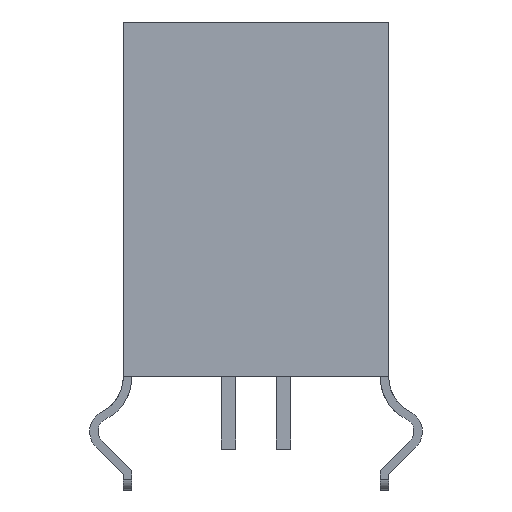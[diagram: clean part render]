
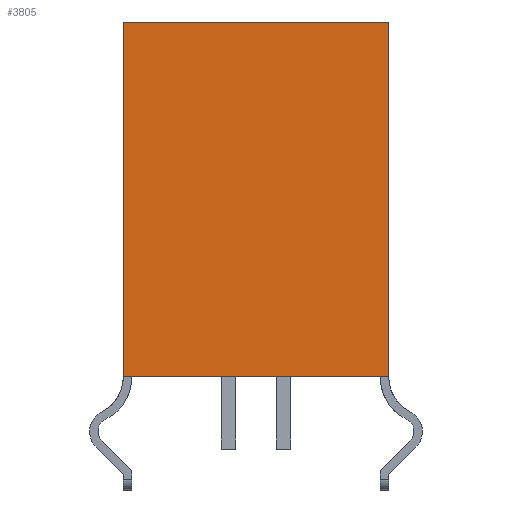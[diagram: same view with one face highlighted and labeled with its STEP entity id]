
A CAD part, front view. The second image highlights one B-rep face of the part: STEP entity #3805.
In plain terms, the highlighted planar face has unit normal (0, -1, 0).
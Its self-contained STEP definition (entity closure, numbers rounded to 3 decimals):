
#962=ORIENTED_EDGE('',*,*,#1676,.T.);
#963=ORIENTED_EDGE('',*,*,#1564,.F.);
#964=ORIENTED_EDGE('',*,*,#1677,.F.);
#965=ORIENTED_EDGE('',*,*,#1556,.T.);
#1556=EDGE_CURVE('',#1987,#1986,#2444,.T.);
#1564=EDGE_CURVE('',#1994,#1995,#2452,.T.);
#1676=EDGE_CURVE('',#1986,#1995,#2536,.T.);
#1677=EDGE_CURVE('',#1987,#1994,#2537,.T.);
#1986=VERTEX_POINT('',#5834);
#1987=VERTEX_POINT('',#5836);
#1994=VERTEX_POINT('',#5851);
#1995=VERTEX_POINT('',#5853);
#2444=LINE('',#5835,#2932);
#2452=LINE('',#5852,#2940);
#2536=LINE('',#6075,#3024);
#2537=LINE('',#6076,#3025);
#2932=VECTOR('',#4746,1000.);
#2940=VECTOR('',#4756,1000.);
#3024=VECTOR('',#4960,1000.);
#3025=VECTOR('',#4961,1000.);
#3245=EDGE_LOOP('',(#962,#963,#964,#965));
#3443=FACE_BOUND('',#3245,.T.);
#3623=PLANE('',#4082);
#3805=ADVANCED_FACE('',(#3443),#3623,.F.);
#4082=AXIS2_PLACEMENT_3D('',#6074,#4958,#4959);
#4746=DIRECTION('',(0.,0.,-1.));
#4756=DIRECTION('',(0.,0.,-1.));
#4958=DIRECTION('',(0.,1.,0.));
#4959=DIRECTION('',(0.,0.,1.));
#4960=DIRECTION('',(1.,0.,0.));
#4961=DIRECTION('',(1.,0.,0.));
#5834=CARTESIAN_POINT('',(-6.,0.,-8.));
#5835=CARTESIAN_POINT('',(-6.,0.,8.));
#5836=CARTESIAN_POINT('',(-6.,0.,8.));
#5851=CARTESIAN_POINT('',(6.,0.,8.));
#5852=CARTESIAN_POINT('',(6.,0.,8.));
#5853=CARTESIAN_POINT('',(6.,0.,-8.));
#6074=CARTESIAN_POINT('',(-6.,0.,8.));
#6075=CARTESIAN_POINT('',(-6.,0.,-8.));
#6076=CARTESIAN_POINT('',(-6.,0.,8.));
